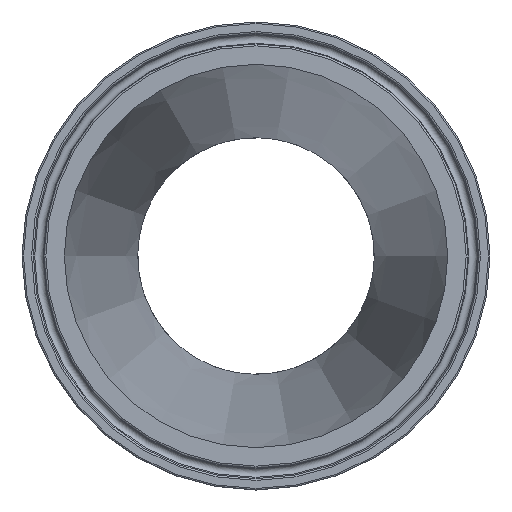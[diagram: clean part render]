
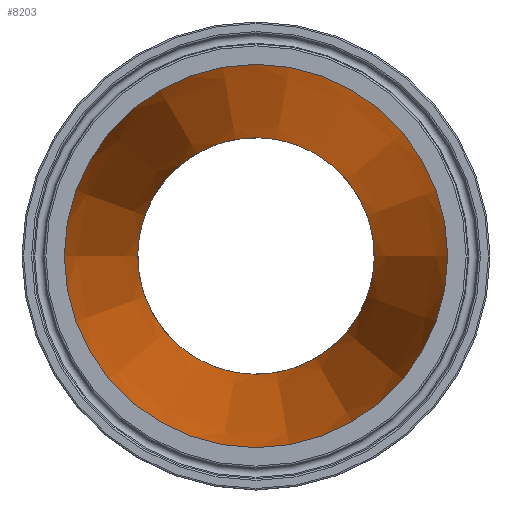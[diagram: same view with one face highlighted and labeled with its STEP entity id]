
A CAD part, left-side view. The second image highlights one B-rep face of the part: STEP entity #8203.
In plain terms, the highlighted conical face has half-angle 6.956 degrees and reference radius 39.395 mm.
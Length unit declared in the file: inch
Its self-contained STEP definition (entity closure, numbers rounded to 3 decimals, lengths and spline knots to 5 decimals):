
#931=FACE_OUTER_BOUND('',#1416,.T.);
#1416=EDGE_LOOP('',(#7545,#7546,#7547,#7548,#7549,#7550));
#1985=LINE('',#17803,#2539);
#2539=VECTOR('',#10419,1.551);
#2767=CIRCLE('',#8758,1.185);
#2768=CIRCLE('',#8759,1.185);
#2769=CIRCLE('',#8761,1.917);
#2770=CIRCLE('',#8762,1.917);
#3949=VERTEX_POINT('',#17797);
#3950=VERTEX_POINT('',#17798);
#3951=VERTEX_POINT('',#17802);
#3952=VERTEX_POINT('',#17804);
#5160=EDGE_CURVE('',#3949,#3950,#2767,.T.);
#5161=EDGE_CURVE('',#3950,#3949,#2768,.T.);
#5162=EDGE_CURVE('',#3950,#3951,#1985,.T.);
#5163=EDGE_CURVE('',#3952,#3951,#2769,.T.);
#5164=EDGE_CURVE('',#3951,#3952,#2770,.T.);
#7545=ORIENTED_EDGE('',*,*,#5160,.T.);
#7546=ORIENTED_EDGE('',*,*,#5162,.T.);
#7547=ORIENTED_EDGE('',*,*,#5163,.F.);
#7548=ORIENTED_EDGE('',*,*,#5164,.F.);
#7549=ORIENTED_EDGE('',*,*,#5162,.F.);
#7550=ORIENTED_EDGE('',*,*,#5161,.T.);
#7715=CONICAL_SURFACE('',#8760,1.551,0.121);
#8203=ADVANCED_FACE('',(#931),#7715,.F.);
#8758=AXIS2_PLACEMENT_3D('',#17799,#10413,#10414);
#8759=AXIS2_PLACEMENT_3D('',#17800,#10415,#10416);
#8760=AXIS2_PLACEMENT_3D('',#17801,#10417,#10418);
#8761=AXIS2_PLACEMENT_3D('',#17805,#10420,#10421);
#8762=AXIS2_PLACEMENT_3D('',#17806,#10422,#10423);
#10413=DIRECTION('center_axis',(1.,0.,0.));
#10414=DIRECTION('ref_axis',(0.,1.,0.));
#10415=DIRECTION('center_axis',(1.,0.,0.));
#10416=DIRECTION('ref_axis',(0.,1.,0.));
#10417=DIRECTION('center_axis',(-1.,0.,0.));
#10418=DIRECTION('ref_axis',(0.,1.,0.));
#10419=DIRECTION('',(-0.993,-0.121,0.));
#10420=DIRECTION('center_axis',(1.,0.,0.));
#10421=DIRECTION('ref_axis',(0.,1.,0.));
#10422=DIRECTION('center_axis',(1.,0.,0.));
#10423=DIRECTION('ref_axis',(0.,1.,0.));
#17797=CARTESIAN_POINT('',(7.05662,1.185,0.));
#17798=CARTESIAN_POINT('',(7.05662,-1.185,0.));
#17799=CARTESIAN_POINT('Origin',(7.05662,0.,
0.));
#17800=CARTESIAN_POINT('Origin',(7.05662,0.,
0.));
#17801=CARTESIAN_POINT('Origin',(4.05662,0.,
0.));
#17802=CARTESIAN_POINT('',(1.05662,-1.917,0.));
#17803=CARTESIAN_POINT('',(4.05662,-1.551,0.));
#17804=CARTESIAN_POINT('',(1.05662,1.917,0.));
#17805=CARTESIAN_POINT('Origin',(1.05662,0.,
0.));
#17806=CARTESIAN_POINT('Origin',(1.05662,0.,
0.));
